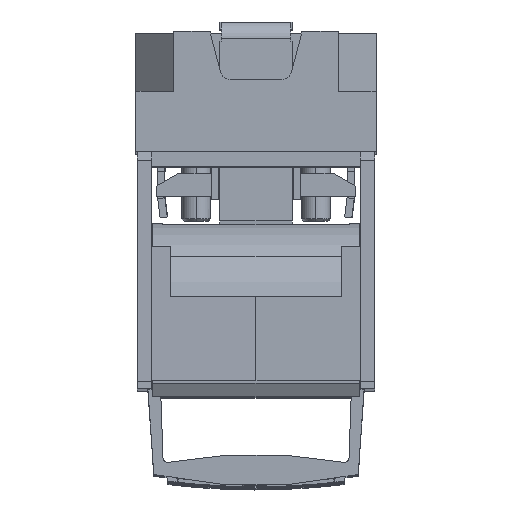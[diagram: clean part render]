
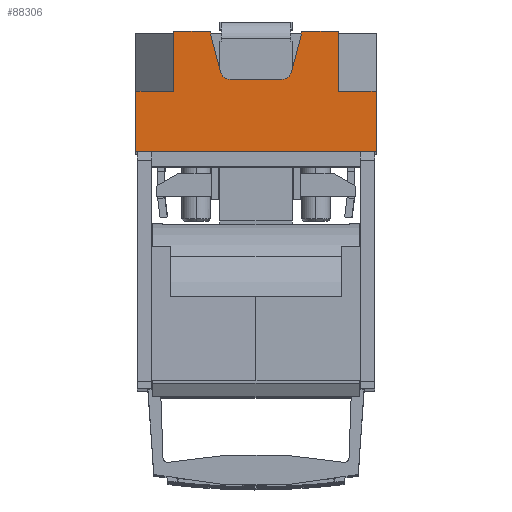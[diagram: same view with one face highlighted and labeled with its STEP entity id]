
A CAD part, top view. The second image highlights one B-rep face of the part: STEP entity #88306.
In plain terms, the highlighted planar face has unit normal (0, 0, 1).
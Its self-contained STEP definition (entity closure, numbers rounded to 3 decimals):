
#73142=DIRECTION('',(0.,-1.,0.));
#73143=VECTOR('',#73142,25.);
#73144=CARTESIAN_POINT('',(50.,-29.,277.5));
#73145=LINE('',#73144,#73143);
#73243=DIRECTION('',(1.,0.,0.));
#73244=VECTOR('',#73243,8.25);
#73245=CARTESIAN_POINT('',(19.25,-4.,277.5));
#73246=LINE('',#73245,#73244);
#73271=DIRECTION('',(1.,0.,0.));
#73272=VECTOR('',#73271,8.25);
#73273=CARTESIAN_POINT('',(-27.5,-4.,277.5));
#73274=LINE('',#73273,#73272);
#73407=DIRECTION('',(1.,0.,0.));
#73408=VECTOR('',#73407,15.736);
#73409=CARTESIAN_POINT('',(34.264,-29.,277.5));
#73410=LINE('',#73409,#73408);
#73421=DIRECTION('',(-0.259,-0.966,0.));
#73422=VECTOR('',#73421,16.424);
#73423=CARTESIAN_POINT('',(18.936,-5.171,277.5));
#73424=LINE('',#73423,#73422);
#73428=DIRECTION('',(-1.,0.,0.));
#73429=VECTOR('',#73428,0.314);
#73430=CARTESIAN_POINT('',(19.25,-4.,277.5));
#73431=LINE('',#73430,#73429);
#73435=DIRECTION('',(-1.,0.,0.));
#73436=VECTOR('',#73435,6.764);
#73437=CARTESIAN_POINT('',(34.264,-4.,277.5));
#73438=LINE('',#73437,#73436);
#73442=DIRECTION('',(0.,1.,0.));
#73443=VECTOR('',#73442,25.);
#73444=CARTESIAN_POINT('',(34.264,-29.,277.5));
#73445=LINE('',#73444,#73443);
#73449=DIRECTION('',(-1.,0.,0.));
#73450=VECTOR('',#73449,6.764);
#73451=CARTESIAN_POINT('',(-27.5,-4.,277.5));
#73452=LINE('',#73451,#73450);
#73456=DIRECTION('',(-1.,0.,0.));
#73457=VECTOR('',#73456,0.314);
#73458=CARTESIAN_POINT('',(-18.936,-4.,277.5));
#73459=LINE('',#73458,#73457);
#73463=DIRECTION('',(0.,1.,0.));
#73464=VECTOR('',#73463,1.171);
#73465=CARTESIAN_POINT('',(-18.936,-5.171,277.5));
#73466=LINE('',#73465,#73464);
#73470=DIRECTION('',(-0.259,0.966,0.));
#73471=VECTOR('',#73470,16.424);
#73472=CARTESIAN_POINT('',(-14.685,-21.035,277.5));
#73473=LINE('',#73472,#73471);
#73477=CARTESIAN_POINT('',(-10.822,-20.,277.5));
#73478=DIRECTION('',(0.,0.,-1.));
#73479=DIRECTION('',(0.,-1.,0.));
#73480=AXIS2_PLACEMENT_3D('',#73477,#73478,#73479);
#73485=CARTESIAN_POINT('',(10.822,-20.,277.5));
#73486=DIRECTION('',(0.,0.,-1.));
#73487=DIRECTION('',(0.966,-0.259,0.));
#73488=AXIS2_PLACEMENT_3D('',#73485,#73486,#73487);
#73551=DIRECTION('',(0.,1.,0.));
#73552=VECTOR('',#73551,1.171);
#73553=CARTESIAN_POINT('',(18.936,-5.171,277.5));
#73554=LINE('',#73553,#73552);
#74129=DIRECTION('',(1.,0.,0.));
#74130=VECTOR('',#74129,21.643);
#74131=CARTESIAN_POINT('',(-10.822,-24.,277.5));
#74132=LINE('',#74131,#74130);
#75486=DIRECTION('',(-1.,0.,0.));
#75487=VECTOR('',#75486,100.);
#75488=CARTESIAN_POINT('',(50.,-54.,277.5));
#75489=LINE('',#75488,#75487);
#76498=DIRECTION('',(0.,1.,0.));
#76499=VECTOR('',#76498,25.);
#76500=CARTESIAN_POINT('',(-50.,-54.,277.5));
#76501=LINE('',#76500,#76499);
#76533=DIRECTION('',(0.,1.,0.));
#76534=VECTOR('',#76533,25.);
#76535=CARTESIAN_POINT('',(-34.264,-29.,277.5));
#76536=LINE('',#76535,#76534);
#76547=DIRECTION('',(1.,0.,0.));
#76548=VECTOR('',#76547,15.736);
#76549=CARTESIAN_POINT('',(-50.,-29.,277.5));
#76550=LINE('',#76549,#76548);
#83384=CARTESIAN_POINT('',(50.,-54.,277.5));
#83385=VERTEX_POINT('',#83384);
#83386=CARTESIAN_POINT('',(-50.,-54.,277.5));
#83387=VERTEX_POINT('',#83386);
#83744=CARTESIAN_POINT('',(-50.,-29.,277.5));
#83745=VERTEX_POINT('',#83744);
#83750=CARTESIAN_POINT('',(18.936,-5.171,277.5));
#83751=CARTESIAN_POINT('',(14.685,-21.035,277.5));
#83752=VERTEX_POINT('',#83750);
#83753=VERTEX_POINT('',#83751);
#83754=CARTESIAN_POINT('',(10.822,-24.,277.5));
#83755=VERTEX_POINT('',#83754);
#83756=CARTESIAN_POINT('',(-10.822,-24.,277.5));
#83757=VERTEX_POINT('',#83756);
#83758=CARTESIAN_POINT('',(-14.685,-21.035,277.5));
#83759=VERTEX_POINT('',#83758);
#83760=CARTESIAN_POINT('',(-18.936,-5.171,277.5));
#83761=VERTEX_POINT('',#83760);
#83762=CARTESIAN_POINT('',(-18.936,-4.,277.5));
#83763=VERTEX_POINT('',#83762);
#83764=CARTESIAN_POINT('',(-19.25,-4.,277.5));
#83765=VERTEX_POINT('',#83764);
#83766=CARTESIAN_POINT('',(-27.5,-4.,277.5));
#83767=VERTEX_POINT('',#83766);
#83768=CARTESIAN_POINT('',(-34.264,-4.,277.5));
#83769=VERTEX_POINT('',#83768);
#83770=CARTESIAN_POINT('',(-34.264,-29.,277.5));
#83771=VERTEX_POINT('',#83770);
#83772=CARTESIAN_POINT('',(50.,-29.,277.5));
#83773=VERTEX_POINT('',#83772);
#83774=CARTESIAN_POINT('',(34.264,-29.,277.5));
#83775=VERTEX_POINT('',#83774);
#83776=CARTESIAN_POINT('',(34.264,-4.,277.5));
#83777=VERTEX_POINT('',#83776);
#83778=CARTESIAN_POINT('',(27.5,-4.,277.5));
#83779=VERTEX_POINT('',#83778);
#83780=CARTESIAN_POINT('',(19.25,-4.,277.5));
#83781=VERTEX_POINT('',#83780);
#83782=CARTESIAN_POINT('',(18.936,-4.,277.5));
#83783=VERTEX_POINT('',#83782);
#88267=CARTESIAN_POINT('',(0.,-4.,277.5));
#88268=DIRECTION('',(0.,0.,1.));
#88269=DIRECTION('',(0.,-1.,0.));
#88270=AXIS2_PLACEMENT_3D('',#88267,#88268,#88269);
#88271=PLANE('',#88270);
#88273=ORIENTED_EDGE('',*,*,#88272,.F.);
#88275=ORIENTED_EDGE('',*,*,#88274,.T.);
#88276=ORIENTED_EDGE('',*,*,#88152,.F.);
#88277=ORIENTED_EDGE('',*,*,#88150,.T.);
#88278=ORIENTED_EDGE('',*,*,#88148,.F.);
#88280=ORIENTED_EDGE('',*,*,#88279,.F.);
#88281=ORIENTED_EDGE('',*,*,#88252,.T.);
#88282=ORIENTED_EDGE('',*,*,#88089,.T.);
#88284=ORIENTED_EDGE('',*,*,#88283,.T.);
#88286=ORIENTED_EDGE('',*,*,#88285,.T.);
#88288=ORIENTED_EDGE('',*,*,#88287,.T.);
#88290=ORIENTED_EDGE('',*,*,#88289,.T.);
#88291=ORIENTED_EDGE('',*,*,#88164,.F.);
#88292=ORIENTED_EDGE('',*,*,#88162,.T.);
#88293=ORIENTED_EDGE('',*,*,#88160,.F.);
#88295=ORIENTED_EDGE('',*,*,#88294,.F.);
#88297=ORIENTED_EDGE('',*,*,#88296,.F.);
#88299=ORIENTED_EDGE('',*,*,#88298,.F.);
#88301=ORIENTED_EDGE('',*,*,#88300,.T.);
#88303=ORIENTED_EDGE('',*,*,#88302,.F.);
#88304=EDGE_LOOP('',(#88273,#88275,#88276,#88277,#88278,#88280,#88281,#88282,
#88284,#88286,#88288,#88290,#88291,#88292,#88293,#88295,#88297,#88299,#88301,
#88303));
#88305=FACE_OUTER_BOUND('',#88304,.F.);
#73481=CIRCLE('',#73480,4.);
#73489=CIRCLE('',#73488,4.);
#88089=EDGE_CURVE('',#83773,#83385,#73145,.T.);
#88148=EDGE_CURVE('',#83777,#83779,#73438,.T.);
#88150=EDGE_CURVE('',#83781,#83779,#73246,.T.);
#88152=EDGE_CURVE('',#83781,#83783,#73431,.T.);
#88160=EDGE_CURVE('',#83763,#83765,#73459,.T.);
#88162=EDGE_CURVE('',#83767,#83765,#73274,.T.);
#88164=EDGE_CURVE('',#83767,#83769,#73452,.T.);
#88252=EDGE_CURVE('',#83775,#83773,#73410,.T.);
#88272=EDGE_CURVE('',#83752,#83753,#73424,.T.);
#88274=EDGE_CURVE('',#83752,#83783,#73554,.T.);
#88279=EDGE_CURVE('',#83775,#83777,#73445,.T.);
#88283=EDGE_CURVE('',#83385,#83387,#75489,.T.);
#88285=EDGE_CURVE('',#83387,#83745,#76501,.T.);
#88287=EDGE_CURVE('',#83745,#83771,#76550,.T.);
#88289=EDGE_CURVE('',#83771,#83769,#76536,.T.);
#88294=EDGE_CURVE('',#83761,#83763,#73466,.T.);
#88296=EDGE_CURVE('',#83759,#83761,#73473,.T.);
#88298=EDGE_CURVE('',#83757,#83759,#73481,.T.);
#88300=EDGE_CURVE('',#83757,#83755,#74132,.T.);
#88302=EDGE_CURVE('',#83753,#83755,#73489,.T.);
#88306=ADVANCED_FACE('',(#88305),#88271,.T.);
